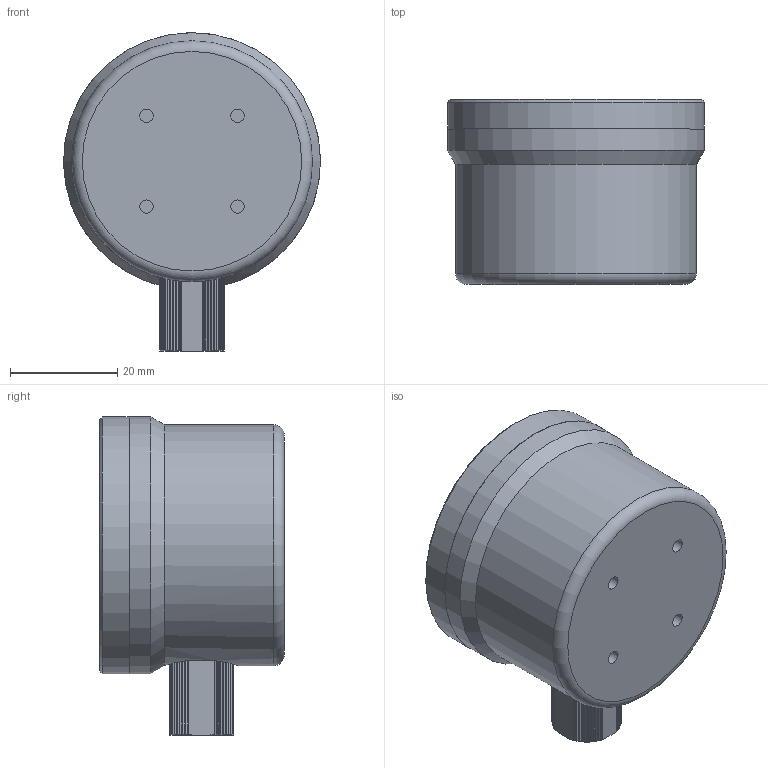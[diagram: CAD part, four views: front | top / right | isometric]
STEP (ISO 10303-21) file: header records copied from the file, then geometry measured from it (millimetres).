
FILE_DESCRIPTION(/* description */ (''),/* implementation_level */ '2;1');
FILE_NAME(/* name */ 'PING-SONAR-R2-PUBLIC.step',/* time_stamp */ '2021-07-08T08:32:28+02:00',/* author */ (''),/* organization */ (''),/* preprocessor_version */ 'ST-DEVELOPER v18.1',/* originating_system */ 'Autodesk Translation Framework v10.9.0.1377',/* authorisation */ '');
FILE_SCHEMA (('AUTOMOTIVE_DESIGN { 1 0 10303 214 3 1 1 }'));
Length unit declared in the file: millimetre
Products named in the file (4): PING-SONAR-R2-PUBLIC; PING-M-HEAD-R3-PUBLIC; PENETRATOR-M-BOLT-6-8-A-R3; PING-M-BASE-R2-PUBLIC
Assembly tree (3 placements, depth 2):
  PING-SONAR-R2-PUBLIC
    PING-M-HEAD-R3-PUBLIC
    PENETRATOR-M-BOLT-6-8-A-R3
    PING-M-BASE-R2-PUBLIC
Bounding box: 48 x 34.5 x 59.5 mm (x, y, z)
Volume: 38791.4 mm3; surface area: 21549.7 mm2
Topology: 4 solids, 4 shells, 193 faces, 508 edges, 338 vertices
Faces by surface type: plane 107, cylinder 66, cone 15, bspline 3, torus 2
Full cylindrical faces by diameter (mm): 1.8 x1, 2.5 x4, 3.3 x1, 4.7 x1, 4.8 x1, 5 x2, 6 x5, 6.07 x1, 10.87 x1, 11 x1, 40 x1, 42 x1, 44 x2, 44.4 x2, 45 x1, 48 x2
Entity records: 7870 total; most frequent: CARTESIAN_POINT 3051, ORIENTED_EDGE 1014, DIRECTION 929, EDGE_CURVE 507, AXIS2_PLACEMENT_3D 340, VERTEX_POINT 338, LINE 249, VECTOR 249
